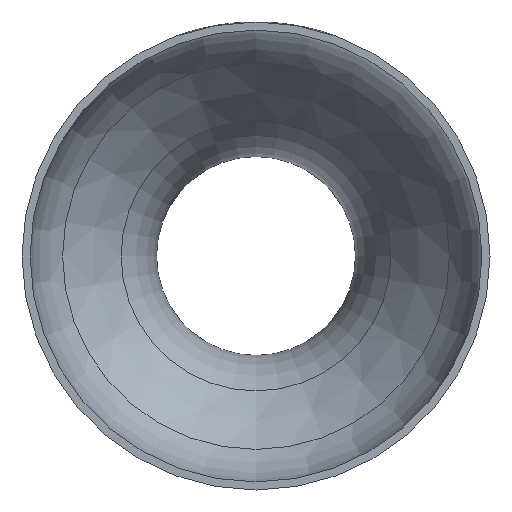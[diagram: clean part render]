
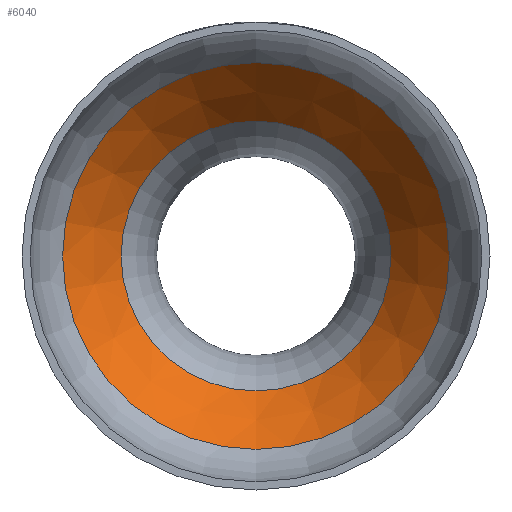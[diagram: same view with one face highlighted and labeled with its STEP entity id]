
A CAD part, front view. The second image highlights one B-rep face of the part: STEP entity #6040.
In plain terms, the highlighted conical face has half-angle 37.326 degrees and reference radius 69.556 mm.
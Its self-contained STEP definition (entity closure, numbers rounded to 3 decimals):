
#824 = CIRCLE ( 'NONE', #16578, 48.509 ) ;
#855 = EDGE_CURVE ( 'NONE', #5589, #5589, #824, .T. ) ;
#2138 = DIRECTION ( 'NONE',  ( 0., -1., 0. ) ) ;
#2404 = CIRCLE ( 'NONE', #17079, 69.556 ) ;
#2449 = FACE_BOUND ( 'NONE', #4330, .T. ) ;
#3582 = DIRECTION ( 'NONE',  ( 0., 0., -1. ) ) ;
#4184 = CONICAL_SURFACE ( 'NONE', #10172, 69.556, 0.651 ) ;
#4330 = EDGE_LOOP ( 'NONE', ( #11752 ) ) ;
#4550 = DIRECTION ( 'NONE',  ( 0., 0., -1. ) ) ;
#4942 = ORIENTED_EDGE ( 'NONE', *, *, #8427, .T. ) ;
#5022 = CARTESIAN_POINT ( 'NONE',  ( 0., 54.622, 0. ) ) ;
#5589 = VERTEX_POINT ( 'NONE', #15987 ) ;
#6040 = ADVANCED_FACE ( 'NONE', ( #2449, #12750 ), #4184, .F. ) ;
#7883 = DIRECTION ( 'NONE',  ( 0., -1., 0. ) ) ;
#8427 = EDGE_CURVE ( 'NONE', #10738, #10738, #2404, .T. ) ;
#8744 = DIRECTION ( 'NONE',  ( 0., -1., 0. ) ) ;
#9220 = DIRECTION ( 'NONE',  ( 0., 0., -1. ) ) ;
#10172 = AXIS2_PLACEMENT_3D ( 'NONE', #11834, #7883, #3582 ) ;
#10738 = VERTEX_POINT ( 'NONE', #13686 ) ;
#10785 = EDGE_LOOP ( 'NONE', ( #4942 ) ) ;
#11496 = CARTESIAN_POINT ( 'NONE',  ( 0., 82.225, 0. ) ) ;
#11752 = ORIENTED_EDGE ( 'NONE', *, *, #855, .F. ) ;
#11834 = CARTESIAN_POINT ( 'NONE',  ( 0., 54.622, 0. ) ) ;
#12750 = FACE_OUTER_BOUND ( 'NONE', #10785, .T. ) ;
#13686 = CARTESIAN_POINT ( 'NONE',  ( 0., 54.622, -69.556 ) ) ;
#15987 = CARTESIAN_POINT ( 'NONE',  ( 0., 82.225, -48.509 ) ) ;
#16578 = AXIS2_PLACEMENT_3D ( 'NONE', #11496, #8744, #4550 ) ;
#17079 = AXIS2_PLACEMENT_3D ( 'NONE', #5022, #2138, #9220 ) ;
